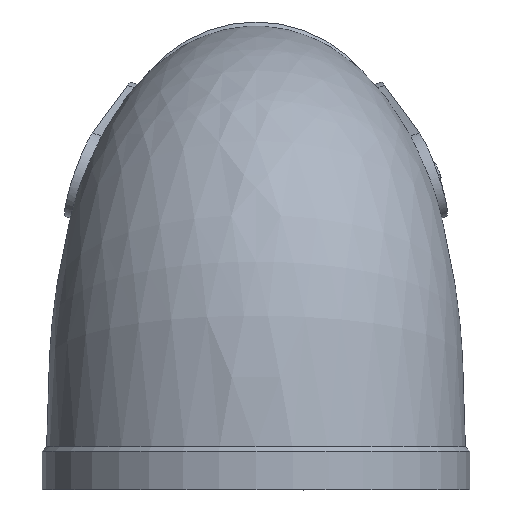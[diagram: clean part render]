
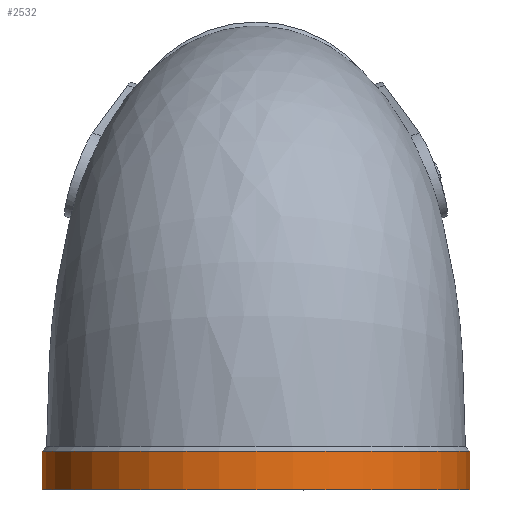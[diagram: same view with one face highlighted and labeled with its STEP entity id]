
A CAD part, left-side view. The second image highlights one B-rep face of the part: STEP entity #2532.
In plain terms, the highlighted cylindrical face has radius 24.735 mm (diameter 49.47 mm), a full revolution.
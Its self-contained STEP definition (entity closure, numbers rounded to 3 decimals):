
#25=CYLINDRICAL_SURFACE('',#2700,24.735);
#681=CIRCLE('',#2693,24.735);
#686=CIRCLE('',#2701,24.735);
#803=ORIENTED_EDGE('',*,*,#1542,.T.);
#804=ORIENTED_EDGE('',*,*,#1516,.F.);
#1516=EDGE_CURVE('',#1886,#1886,#681,.T.);
#1542=EDGE_CURVE('',#1910,#1910,#686,.T.);
#1886=VERTEX_POINT('',#4055);
#1910=VERTEX_POINT('',#4919);
#2160=EDGE_LOOP('',(#803));
#2161=EDGE_LOOP('',(#804));
#2337=FACE_BOUND('',#2160,.T.);
#2338=FACE_BOUND('',#2161,.T.);
#2532=ADVANCED_FACE('',(#2337,#2338),#25,.T.);
#2693=AXIS2_PLACEMENT_3D('',#4054,#2882,#2883);
#2700=AXIS2_PLACEMENT_3D('',#4917,#2896,#2897);
#2701=AXIS2_PLACEMENT_3D('',#4918,#2898,#2899);
#2882=DIRECTION('',(0.,0.,-1.));
#2883=DIRECTION('',(1.,0.,0.));
#2896=DIRECTION('',(0.,0.,-1.));
#2897=DIRECTION('',(-1.,0.,0.));
#2898=DIRECTION('',(0.,0.,-1.));
#2899=DIRECTION('',(-1.,0.,0.));
#4054=CARTESIAN_POINT('',(-40.,0.,0.));
#4055=CARTESIAN_POINT('',(-15.265,0.,0.));
#4917=CARTESIAN_POINT('',(-40.,0.,5.));
#4918=CARTESIAN_POINT('',(-40.,0.,4.5));
#4919=CARTESIAN_POINT('',(-64.735,0.,4.5));
